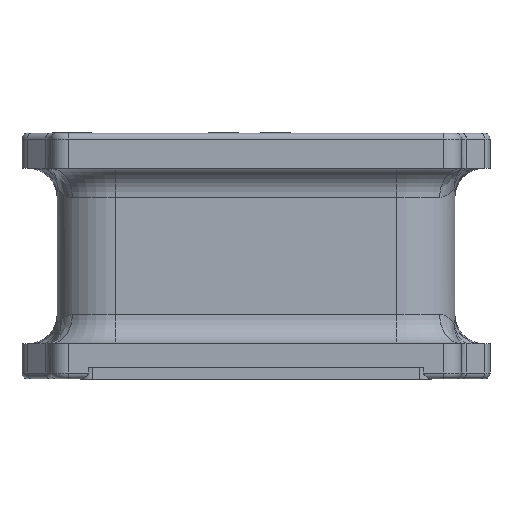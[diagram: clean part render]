
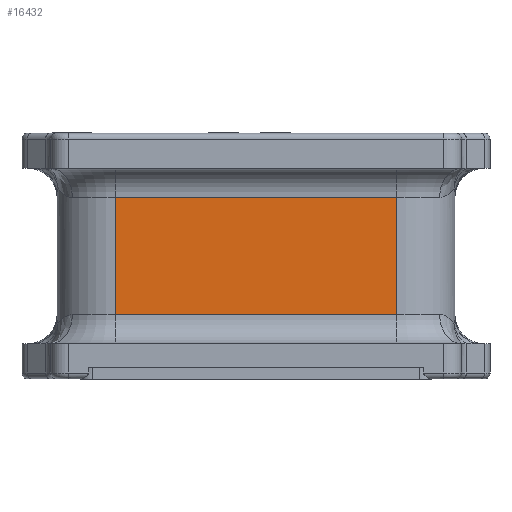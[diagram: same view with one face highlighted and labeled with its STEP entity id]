
A CAD part, front view. The second image highlights one B-rep face of the part: STEP entity #16432.
In plain terms, the highlighted planar face has unit normal (0, -1, 0).
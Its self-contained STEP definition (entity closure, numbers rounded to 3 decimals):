
#789 = CARTESIAN_POINT ( 'NONE',  ( -3.4, -3.4, 1.1 ) ) ;
#1518 = CARTESIAN_POINT ( 'NONE',  ( -3.4, -3.4, 3.6 ) ) ;
#3707 = CARTESIAN_POINT ( 'NONE',  ( 2.4, -3.4, 3.6 ) ) ;
#3858 = EDGE_CURVE ( 'NONE', #5240, #22053, #5598, .T. ) ;
#4557 = CARTESIAN_POINT ( 'NONE',  ( 2.4, -3.4, 1.1 ) ) ;
#4956 = AXIS2_PLACEMENT_3D ( 'NONE', #1518, #8929, #22908 ) ;
#5042 = VECTOR ( 'NONE', #27932, 1000. ) ;
#5240 = VERTEX_POINT ( 'NONE', #27161 ) ;
#5598 = LINE ( 'NONE', #789, #8343 ) ;
#6515 = LINE ( 'NONE', #29816, #5042 ) ;
#7310 = DIRECTION ( 'NONE',  ( 1., 0., 0. ) ) ;
#8012 = EDGE_LOOP ( 'NONE', ( #10350, #21859, #27140, #16781 ) ) ;
#8262 = DIRECTION ( 'NONE',  ( 0., 0., -1. ) ) ;
#8343 = VECTOR ( 'NONE', #7310, 1000. ) ;
#8929 = DIRECTION ( 'NONE',  ( 0., 1., 0. ) ) ;
#10350 = ORIENTED_EDGE ( 'NONE', *, *, #12352, .T. ) ;
#10538 = EDGE_CURVE ( 'NONE', #30603, #5240, #13257, .T. ) ;
#10929 = VECTOR ( 'NONE', #13177, 1000. ) ;
#12352 = EDGE_CURVE ( 'NONE', #22053, #27567, #15516, .T. ) ;
#13177 = DIRECTION ( 'NONE',  ( 0., 0., 1. ) ) ;
#13257 = LINE ( 'NONE', #30038, #23576 ) ;
#13455 = FACE_OUTER_BOUND ( 'NONE', #8012, .T. ) ;
#14369 = CARTESIAN_POINT ( 'NONE',  ( 2.4, -3.4, 3.1 ) ) ;
#15516 = LINE ( 'NONE', #3707, #10929 ) ;
#16432 = ADVANCED_FACE ( 'NONE', ( #13455 ), #30230, .F. ) ;
#16781 = ORIENTED_EDGE ( 'NONE', *, *, #3858, .T. ) ;
#21859 = ORIENTED_EDGE ( 'NONE', *, *, #30408, .T. ) ;
#22053 = VERTEX_POINT ( 'NONE', #4557 ) ;
#22908 = DIRECTION ( 'NONE',  ( 0., 0., 1. ) ) ;
#23576 = VECTOR ( 'NONE', #8262, 1000. ) ;
#27140 = ORIENTED_EDGE ( 'NONE', *, *, #10538, .T. ) ;
#27161 = CARTESIAN_POINT ( 'NONE',  ( -2.4, -3.4, 1.1 ) ) ;
#27567 = VERTEX_POINT ( 'NONE', #14369 ) ;
#27932 = DIRECTION ( 'NONE',  ( -1., 0., 0. ) ) ;
#29816 = CARTESIAN_POINT ( 'NONE',  ( -2.4, -3.4, 3.1 ) ) ;
#30038 = CARTESIAN_POINT ( 'NONE',  ( -2.4, -3.4, 3.6 ) ) ;
#30084 = CARTESIAN_POINT ( 'NONE',  ( -2.4, -3.4, 3.1 ) ) ;
#30230 = PLANE ( 'NONE',  #4956 ) ;
#30408 = EDGE_CURVE ( 'NONE', #27567, #30603, #6515, .T. ) ;
#30603 = VERTEX_POINT ( 'NONE', #30084 ) ;
